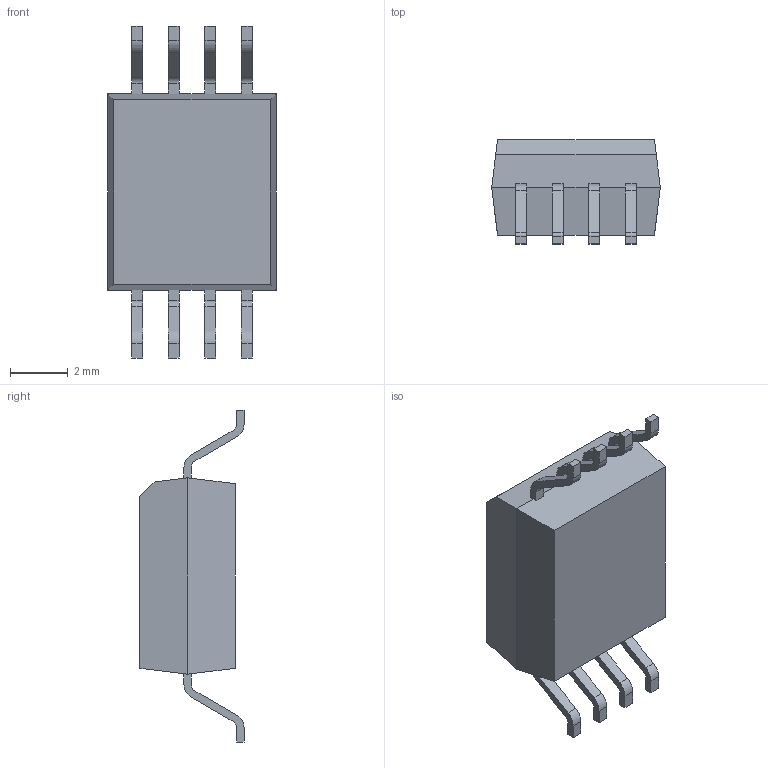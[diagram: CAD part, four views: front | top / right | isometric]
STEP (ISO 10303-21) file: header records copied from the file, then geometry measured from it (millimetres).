
FILE_DESCRIPTION (( 'STEP AP214' ), '1' );
FILE_NAME ('ACPL-C87AT-500E.STEP', '2019-02-03T05:42:34', ( '' ), ( '' ), 'SwSTEP 2.0', 'SolidWorks 2017', '' );
FILE_SCHEMA (( 'AUTOMOTIVE_DESIGN' ));
Length unit declared in the file: inch
Products named in the file (1): ACPL-C87AT-500E
Bounding box: 5.84 x 3.61 x 11.51 mm (x, y, z)
Volume: 125 mm3; surface area: 186.4 mm2
Topology: 10 solids, 10 shells, 138 faces, 347 edges, 230 vertices
Faces by surface type: plane 102, cylinder 36
Entity records: 4250 total; most frequent: CARTESIAN_POINT 716, DIRECTION 697, ORIENTED_EDGE 694, EDGE_CURVE 347, VECTOR 275, LINE 275, VERTEX_POINT 230, AXIS2_PLACEMENT_3D 211
